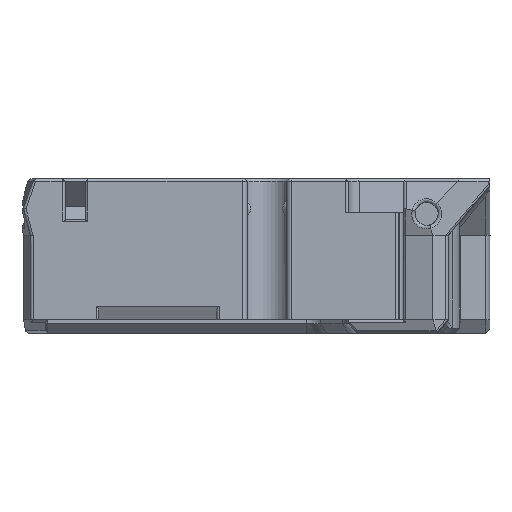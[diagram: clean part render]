
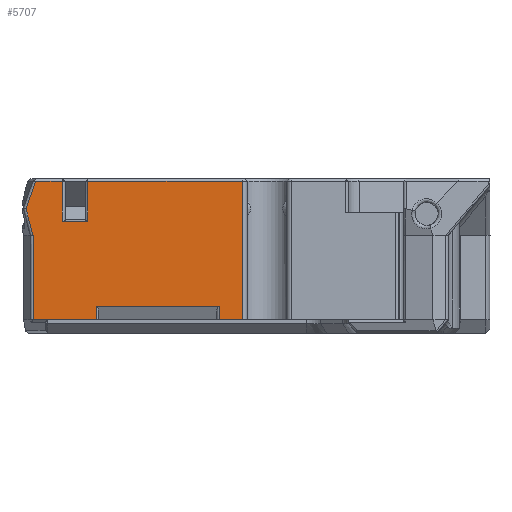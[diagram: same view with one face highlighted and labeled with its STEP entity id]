
A CAD part, left-side view. The second image highlights one B-rep face of the part: STEP entity #5707.
In plain terms, the highlighted planar face has unit normal (-1, 0, 0).
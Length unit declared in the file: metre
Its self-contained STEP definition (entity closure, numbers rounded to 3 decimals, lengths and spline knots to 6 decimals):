
#492=ORIENTED_EDGE('',*,*,#2209,.F.);
#493=ORIENTED_EDGE('',*,*,#2210,.T.);
#494=ORIENTED_EDGE('',*,*,#2158,.F.);
#495=ORIENTED_EDGE('',*,*,#2211,.T.);
#496=ORIENTED_EDGE('',*,*,#2212,.T.);
#497=ORIENTED_EDGE('',*,*,#2213,.T.);
#498=ORIENTED_EDGE('',*,*,#2214,.T.);
#499=ORIENTED_EDGE('',*,*,#2215,.T.);
#500=ORIENTED_EDGE('',*,*,#2216,.T.);
#501=ORIENTED_EDGE('',*,*,#2217,.F.);
#502=ORIENTED_EDGE('',*,*,#2218,.T.);
#503=ORIENTED_EDGE('',*,*,#2219,.T.);
#504=ORIENTED_EDGE('',*,*,#2220,.F.);
#505=ORIENTED_EDGE('',*,*,#2221,.F.);
#506=ORIENTED_EDGE('',*,*,#2222,.F.);
#507=ORIENTED_EDGE('',*,*,#2223,.T.);
#2158=EDGE_CURVE('',#3018,#3019,#3561,.T.);
#2209=EDGE_CURVE('',#3066,#3067,#3601,.T.);
#2210=EDGE_CURVE('',#3066,#3019,#3602,.F.);
#2211=EDGE_CURVE('',#3018,#3068,#3603,.T.);
#2212=EDGE_CURVE('',#3068,#3069,#3604,.T.);
#2213=EDGE_CURVE('',#3069,#3070,#3605,.T.);
#2214=EDGE_CURVE('',#3070,#3071,#3606,.T.);
#2215=EDGE_CURVE('',#3071,#3072,#3607,.T.);
#2216=EDGE_CURVE('',#3072,#3073,#3608,.T.);
#2217=EDGE_CURVE('',#3074,#3073,#3609,.T.);
#2218=EDGE_CURVE('',#3074,#3075,#3610,.T.);
#2219=EDGE_CURVE('',#3075,#3076,#3611,.T.);
#2220=EDGE_CURVE('',#3077,#3076,#3612,.T.);
#2221=EDGE_CURVE('',#3078,#3077,#3613,.T.);
#2222=EDGE_CURVE('',#3079,#3078,#3614,.T.);
#2223=EDGE_CURVE('',#3079,#3067,#3615,.T.);
#3018=VERTEX_POINT('',#8280);
#3019=VERTEX_POINT('',#8281);
#3066=VERTEX_POINT('',#8382);
#3067=VERTEX_POINT('',#8383);
#3068=VERTEX_POINT('',#8386);
#3069=VERTEX_POINT('',#8388);
#3070=VERTEX_POINT('',#8390);
#3071=VERTEX_POINT('',#8392);
#3072=VERTEX_POINT('',#8394);
#3073=VERTEX_POINT('',#8396);
#3074=VERTEX_POINT('',#8398);
#3075=VERTEX_POINT('',#8400);
#3076=VERTEX_POINT('',#8402);
#3077=VERTEX_POINT('',#8404);
#3078=VERTEX_POINT('',#8406);
#3079=VERTEX_POINT('',#8408);
#3561=LINE('',#8279,#4160);
#3601=LINE('',#8381,#4200);
#3602=LINE('',#8384,#4201);
#3603=LINE('',#8385,#4202);
#3604=LINE('',#8387,#4203);
#3605=LINE('',#8389,#4204);
#3606=LINE('',#8391,#4205);
#3607=LINE('',#8393,#4206);
#3608=LINE('',#8395,#4207);
#3609=LINE('',#8397,#4208);
#3610=LINE('',#8399,#4209);
#3611=LINE('',#8401,#4210);
#3612=LINE('',#8403,#4211);
#3613=LINE('',#8405,#4212);
#3614=LINE('',#8407,#4213);
#3615=LINE('',#8409,#4214);
#4160=VECTOR('',#6615,1.);
#4200=VECTOR('',#6683,1.);
#4201=VECTOR('',#6684,1.);
#4202=VECTOR('',#6685,1.);
#4203=VECTOR('',#6686,1.);
#4204=VECTOR('',#6687,1.);
#4205=VECTOR('',#6688,1.);
#4206=VECTOR('',#6689,1.);
#4207=VECTOR('',#6690,1.);
#4208=VECTOR('',#6691,1.);
#4209=VECTOR('',#6692,1.);
#4210=VECTOR('',#6693,1.);
#4211=VECTOR('',#6694,1.);
#4212=VECTOR('',#6695,1.);
#4213=VECTOR('',#6696,1.);
#4214=VECTOR('',#6697,1.);
#4749=EDGE_LOOP('',(#492,#493,#494,#495,#496,#497,#498,#499,#500,#501,#502,
#503,#504,#505,#506,#507));
#5128=FACE_BOUND('',#4749,.T.);
#5507=PLANE('',#6080);
#5707=ADVANCED_FACE('',(#5128),#5507,.F.);
#6080=AXIS2_PLACEMENT_3D('',#8380,#6681,#6682);
#6615=DIRECTION('',(0.,-1.,0.));
#6681=DIRECTION('',(1.,0.,0.));
#6682=DIRECTION('',(0.,-1.,0.));
#6683=DIRECTION('',(0.,1.,0.));
#6684=DIRECTION('',(0.,0.,-1.));
#6685=DIRECTION('',(0.,0.,-1.));
#6686=DIRECTION('',(0.,1.,0.));
#6687=DIRECTION('',(0.,0.,1.));
#6688=DIRECTION('',(0.,1.,0.));
#6689=DIRECTION('',(0.,0.33,-0.944));
#6690=DIRECTION('',(0.,-0.254,-0.967));
#6691=DIRECTION('',(0.,0.,1.));
#6692=DIRECTION('',(0.,-0.254,-0.967));
#6693=DIRECTION('',(0.,-0.625,0.78));
#6694=DIRECTION('',(0.,1.,0.));
#6695=DIRECTION('',(0.,0.,-1.));
#6696=DIRECTION('',(0.,1.,0.));
#6697=DIRECTION('',(0.,0.,-1.));
#8279=CARTESIAN_POINT('',(0.141839,-0.049739,0.004454));
#8280=CARTESIAN_POINT('',(0.141839,-0.025839,0.004454));
#8281=CARTESIAN_POINT('',(0.141839,-0.048684,0.004454));
#8380=CARTESIAN_POINT('',(0.141839,-0.025439,0.004854));
#8381=CARTESIAN_POINT('',(0.141839,-0.025439,-0.016046));
#8382=CARTESIAN_POINT('',(0.141839,-0.048684,-0.016046));
#8383=CARTESIAN_POINT('',(0.141839,-0.045339,-0.016046));
#8384=CARTESIAN_POINT('',(0.141839,-0.048684,0.004854));
#8385=CARTESIAN_POINT('',(0.141839,-0.025839,0.002254));
#8386=CARTESIAN_POINT('',(0.141839,-0.025839,-0.001435));
#8387=CARTESIAN_POINT('',(0.141839,-0.025939,-0.001435));
#8388=CARTESIAN_POINT('',(0.141839,-0.022039,-0.001435));
#8389=CARTESIAN_POINT('',(0.141839,-0.022039,0.002254));
#8390=CARTESIAN_POINT('',(0.141839,-0.022039,0.004454));
#8391=CARTESIAN_POINT('',(0.141839,-0.049739,0.004454));
#8392=CARTESIAN_POINT('',(0.141839,-0.018084,0.004454));
#8393=CARTESIAN_POINT('',(0.141839,-0.019112,0.007394));
#8394=CARTESIAN_POINT('',(0.141839,-0.016664,0.00039));
#8395=CARTESIAN_POINT('',(0.141839,-0.016205,0.002136));
#8396=CARTESIAN_POINT('',(0.14184,-0.017698,-0.003546));
#8397=CARTESIAN_POINT('',(0.14184,-0.017698,-0.016048));
#8398=CARTESIAN_POINT('',(0.14184,-0.017698,-0.016046));
#8399=CARTESIAN_POINT('',(0.141839,-0.016205,-0.010364));
#8400=CARTESIAN_POINT('',(0.141839,-0.01772,-0.016128));
#8401=CARTESIAN_POINT('',(0.141839,-0.02229,-0.010426));
#8402=CARTESIAN_POINT('',(0.141839,-0.017786,-0.016046));
#8403=CARTESIAN_POINT('',(0.141839,-0.025439,-0.016046));
#8404=CARTESIAN_POINT('',(0.141839,-0.027039,-0.016046));
#8405=CARTESIAN_POINT('',(0.141839,-0.027039,0.000654));
#8406=CARTESIAN_POINT('',(0.141839,-0.027039,-0.014046));
#8407=CARTESIAN_POINT('',(0.141839,-0.035576,-0.014046));
#8408=CARTESIAN_POINT('',(0.141839,-0.045339,-0.014046));
#8409=CARTESIAN_POINT('',(0.141839,-0.045339,-0.011546));
